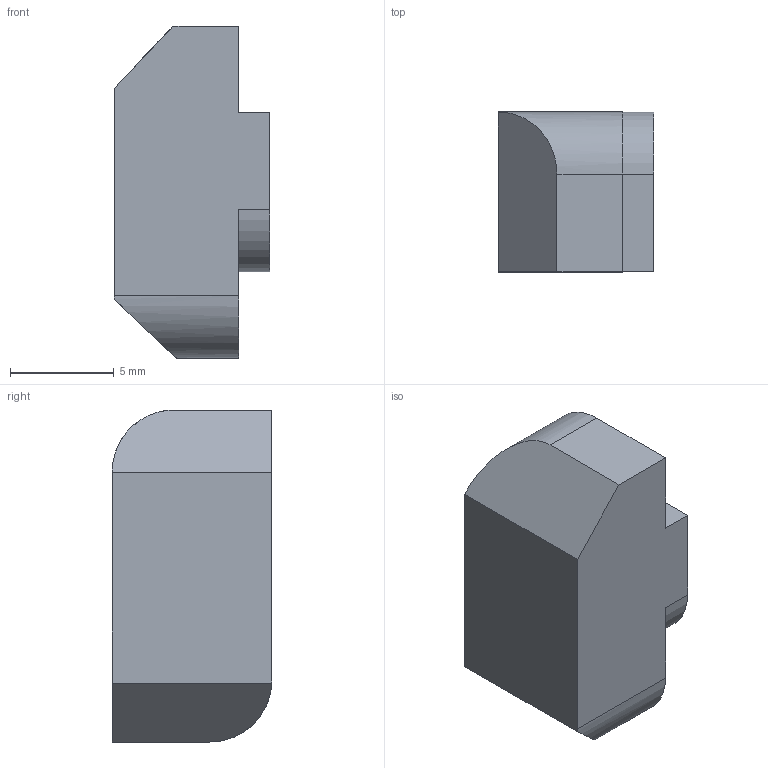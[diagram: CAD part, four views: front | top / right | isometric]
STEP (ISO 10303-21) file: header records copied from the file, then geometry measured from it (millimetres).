
FILE_DESCRIPTION((''),'2;1');
FILE_NAME('PORCA_MARTELO_M8','2025-05-26T20:36:43',('t-gamer'),(''),'CREO PARAMETRIC BY PTC INC, 2024063','CREO PARAMETRIC BY PTC INC, 2024063','');
FILE_SCHEMA(('CONFIG_CONTROL_DESIGN'));
Length unit declared in the file: millimetre
Products named in the file (1): PORCA_MARTELO_M8
Bounding box: 7.5 x 7.7 x 16 mm (x, y, z)
Volume: 634.4 mm3; surface area: 698.6 mm2
Topology: 1 solids, 2 shells, 23 faces, 59 edges, 38 vertices
Faces by surface type: plane 13, cylinder 8, cone 2
Entity records: 742 total; most frequent: CARTESIAN_POINT 133, DIRECTION 120, ORIENTED_EDGE 110, EDGE_CURVE 57, AXIS2_PLACEMENT_3D 41, VECTOR 38, LINE 38, VERTEX_POINT 38
